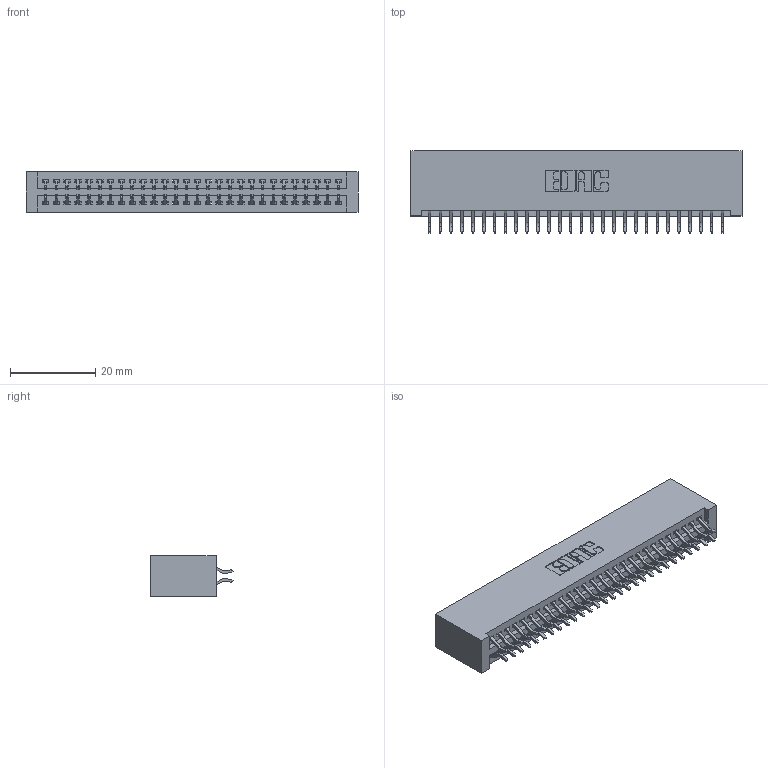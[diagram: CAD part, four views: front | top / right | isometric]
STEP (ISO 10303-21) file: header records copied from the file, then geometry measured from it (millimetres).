
FILE_DESCRIPTION (( 'STEP AP203' ), '1' );
FILE_NAME ('345-056-556-201.STEP', '2018-09-25T20:01:47', ( '' ), ( '' ), 'SwSTEP 2.0', 'SolidWorks 2016', '' );
FILE_SCHEMA (( 'CONFIG_CONTROL_DESIGN' ));
Length unit declared in the file: inch
Products named in the file (3): 345-056-556-201; 345-292-001_556 Tail; 345 Part_No Mounting Lugs
Assembly tree (57 placements, depth 2):
  345-056-556-201
    345 Part_No Mounting Lugs
    345-292-001_556 Tail  x56
Bounding box: 77.72 x 19.24 x 9.4 mm (x, y, z)
Volume: 8033.9 mm3; surface area: 11858.6 mm2
Topology: 57 solids, 57 shells, 3254 faces, 9669 edges, 6370 vertices
Faces by surface type: plane 2148, cylinder 1106
Entity records: 23797 total; most frequent: CARTESIAN_POINT 4016, ORIENTED_EDGE 3938, DIRECTION 3541, EDGE_CURVE 1969, LINE 1725, VECTOR 1725, VERTEX_POINT 1310, AXIS2_PLACEMENT_3D 908
